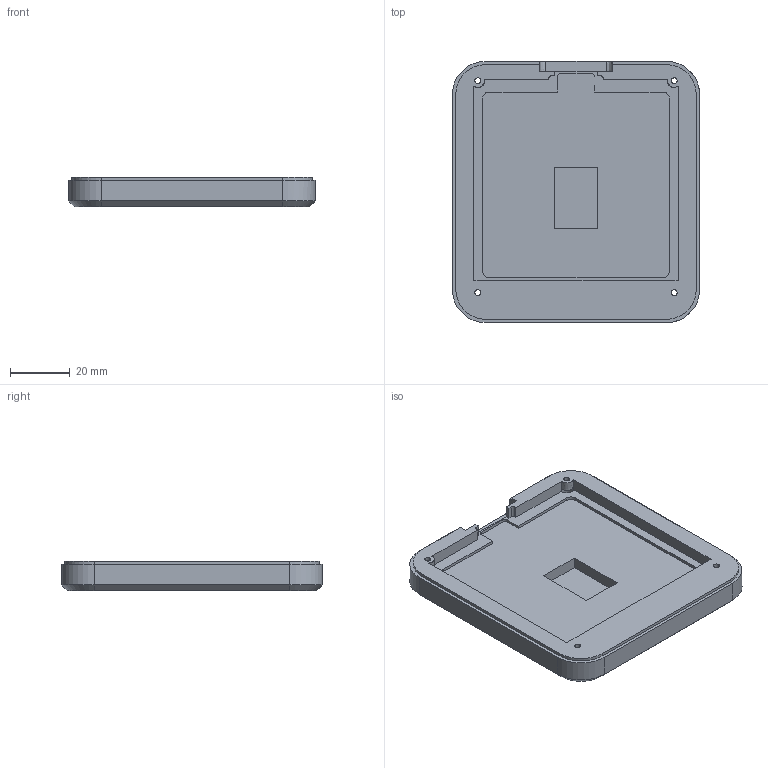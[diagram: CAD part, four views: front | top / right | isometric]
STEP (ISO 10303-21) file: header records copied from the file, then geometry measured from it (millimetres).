
FILE_DESCRIPTION(('HOOPS Exchange Step'),'2;1');
FILE_NAME('temp_export','2025-09-02T13:05:29-07:00',('michael'),('Shapr3D Limited'),'HOOPS Exchange 2025.6','Shapr3D','Authorized');
FILE_SCHEMA( ('AP242_MANAGED_MODEL_BASED_3D_ENGINEERING_MIM_LF {1 0 10303 442 1 1 4}') );
Length unit declared in the file: millimetre
Products named in the file (1): bottom
Bounding box: 83 x 87.78 x 10 mm (x, y, z)
Volume: 45672.9 mm3; surface area: 19230.2 mm2
Topology: 1 solids, 1 shells, 104 faces, 287 edges, 189 vertices
Faces by surface type: plane 60, cylinder 20, bspline 18, cone 6
Full cylindrical faces by diameter (mm): 4.6 x4
Entity records: 4669 total; most frequent: CARTESIAN_POINT 2036, ORIENTED_EDGE 574, DIRECTION 488, EDGE_CURVE 287, VERTEX_POINT 189, VECTOR 188, LINE 188, AXIS2_PLACEMENT_3D 150
